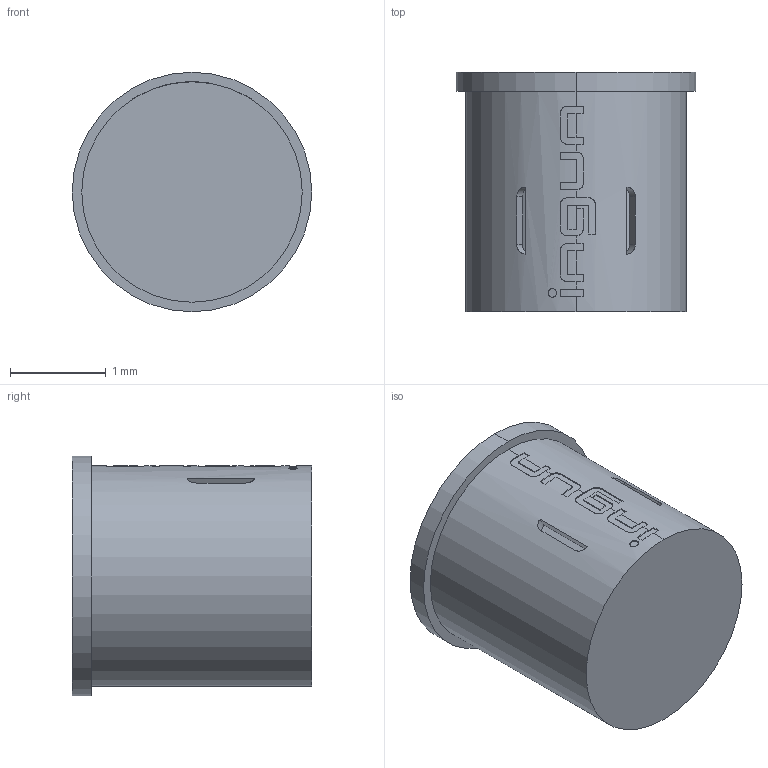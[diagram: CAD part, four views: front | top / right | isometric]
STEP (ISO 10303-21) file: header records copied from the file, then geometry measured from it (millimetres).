
FILE_DESCRIPTION (( 'STEP AP203' ), '1' );
FILE_NAME ('INGUN_KS-967_25.STEP', '2022-02-09T05:39:42', ( 'ochi' ), ( '' ), 'SwSTEP 2.0', 'SolidWorks 2018', '' );
FILE_SCHEMA (( 'CONFIG_CONTROL_DESIGN' ));
Length unit declared in the file: millimetre
Products named in the file (1): INGUN_KS-967_25
Bounding box: 2.5 x 2.5 x 2.5 mm (x, y, z)
Volume: 10.5 mm3; surface area: 28.5 mm2
Topology: 1 solids, 1 shells, 89 faces, 249 edges, 166 vertices
Faces by surface type: plane 47, bspline 22, cylinder 20
Entity records: 3212 total; most frequent: CARTESIAN_POINT 1034, ORIENTED_EDGE 498, DIRECTION 351, EDGE_CURVE 249, VERTEX_POINT 166, AXIS2_PLACEMENT_3D 131, B_SPLINE_CURVE_WITH_KNOTS 97, EDGE_LOOP 93
